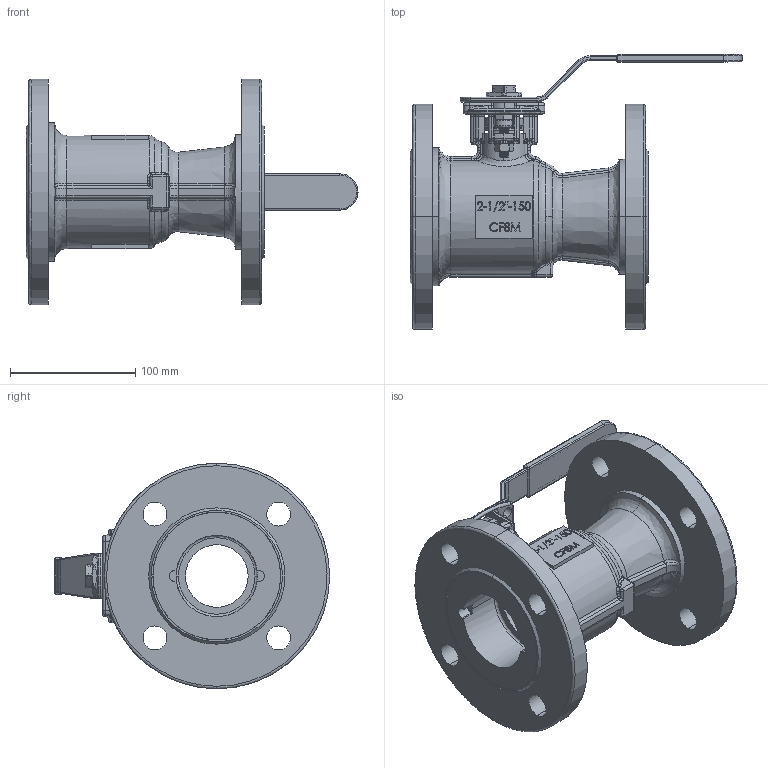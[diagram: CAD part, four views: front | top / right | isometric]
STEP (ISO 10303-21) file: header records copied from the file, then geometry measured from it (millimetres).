
FILE_DESCRIPTION (( 'STEP AP203' ), '1' );
FILE_NAME ('F9R-F1-0250_0.step', '2020-11-02T19:45:45', ( '' ), ( '' ), 'SwSTEP 2.0', 'SolidWorks 2019', '' );
FILE_SCHEMA (( 'CONFIG_CONTROL_DESIGN' ));
Length unit declared in the file: inch
Products named in the file (16): F9R-F1-0250 HANDLE NUT; F9R-F1-0250 GLAND; F9R-F1-0250 HANDLE; F9R-F1-0250_0; F9R-F1-0250 HANDLE SPACER; F9R-F1-0250 PACKING; F9R-F1-0250 BODY; F9R-F1-0250 GLAND WASHER; F9R-F1-0250 RETAINER; F9R-F1-0250 GLAND BOLT; F9R-F1-0250 BELLEVILLE WASHER; F9R-F1-0250 STOP PLATE; F9R-F1-0250 HANDLE COVER; F9R-F1-0250 GLAND FLANGE; F9R-F1-0250 GLAND NUT; F9R-F1-0250 STEM
Assembly tree (18 placements, depth 2):
  F9R-F1-0250_0
    F9R-F1-0250 GLAND FLANGE
    F9R-F1-0250 STOP PLATE
    F9R-F1-0250 HANDLE NUT
    F9R-F1-0250 GLAND BOLT  x2
    F9R-F1-0250 GLAND NUT  x2
    F9R-F1-0250 HANDLE SPACER
    F9R-F1-0250 GLAND
    F9R-F1-0250 HANDLE
    F9R-F1-0250 PACKING
    F9R-F1-0250 BELLEVILLE WASHER
    F9R-F1-0250 HANDLE COVER
    F9R-F1-0250 RETAINER
    F9R-F1-0250 BODY
    F9R-F1-0250 STEM
    F9R-F1-0250 GLAND WASHER  x2
Bounding box: 265 x 219.6 x 180 mm (x, y, z)
Volume: 1274397.2 mm3; surface area: 289837 mm2
Topology: 21 solids, 21 shells, 1440 faces, 3632 edges, 2183 vertices
Faces by surface type: bspline 596, cylinder 476, plane 312, cone 56
Entity records: 286890 total; most frequent: CARTESIAN_POINT 256096, ORIENTED_EDGE 6834, DIRECTION 4919, EDGE_CURVE 3417, VERTEX_POINT 2082, AXIS2_PLACEMENT_3D 1845, EDGE_LOOP 1471, FACE_OUTER_BOUND 1381
